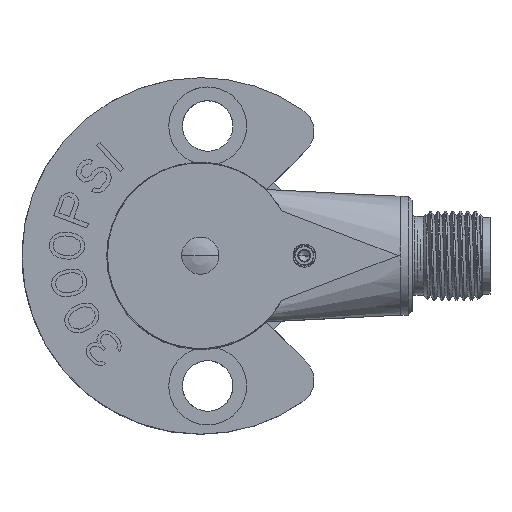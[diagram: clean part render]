
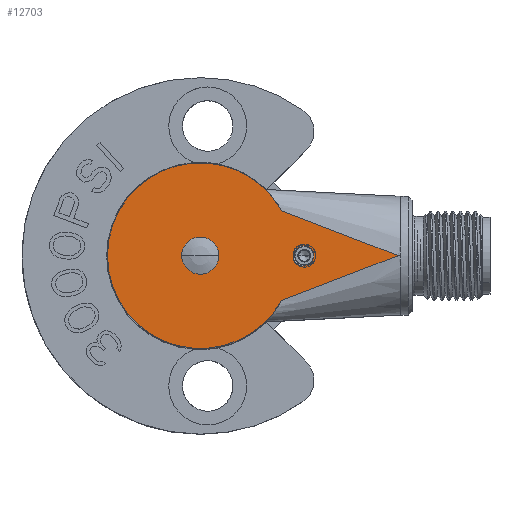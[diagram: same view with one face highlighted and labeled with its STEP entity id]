
A CAD part, top view. The second image highlights one B-rep face of the part: STEP entity #12703.
In plain terms, the highlighted planar face has unit normal (0, 0, 1).
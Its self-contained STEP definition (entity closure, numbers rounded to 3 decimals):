
#1994=CARTESIAN_POINT('',(0.,0.,27.3));
#1995=DIRECTION('',(0.,0.,1.));
#1996=DIRECTION('',(1.,-0.021,0.));
#1997=AXIS2_PLACEMENT_3D('',#1994,#1995,#1996);
#2246=CARTESIAN_POINT('',(12.497,0.256,27.3));
#2324=CARTESIAN_POINT('',(0.,0.,27.3));
#2325=DIRECTION('',(0.,0.,1.));
#2326=DIRECTION('',(1.,0.,0.));
#2327=AXIS2_PLACEMENT_3D('',#2324,#2325,#2326);
#2329=CARTESIAN_POINT('',(0.,0.,27.3));
#2330=DIRECTION('',(0.,0.,1.));
#2331=DIRECTION('',(-1.,0.,0.));
#2332=AXIS2_PLACEMENT_3D('',#2329,#2330,#2331);
#2334=DIRECTION('',(-0.933,-0.359,0.));
#2335=VECTOR('',#2334,16.802);
#2336=CARTESIAN_POINT('',(26.626,0.,
27.3));
#2337=LINE('',#2336,#2335);
#2338=CARTESIAN_POINT('',(0.,0.,27.3));
#2339=DIRECTION('',(0.,0.,-1.));
#2340=DIRECTION('',(0.876,-0.483,0.));
#2341=AXIS2_PLACEMENT_3D('',#2338,#2339,#2340);
#2343=CARTESIAN_POINT('',(0.,0.,27.3));
#2344=DIRECTION('',(0.,0.,-1.));
#2345=DIRECTION('',(-1.,0.,0.));
#2346=AXIS2_PLACEMENT_3D('',#2343,#2344,#2345);
#2348=DIRECTION('',(0.933,-0.359,0.));
#2349=VECTOR('',#2348,16.802);
#2350=CARTESIAN_POINT('',(10.946,6.036,27.3));
#2351=LINE('',#2350,#2349);
#2352=CARTESIAN_POINT('',(14.713,1.026,27.3));
#2353=CARTESIAN_POINT('',(14.612,1.113,27.3));
#2354=CARTESIAN_POINT('',(14.398,1.247,27.3));
#2355=CARTESIAN_POINT('',(14.009,1.353,27.3));
#2356=CARTESIAN_POINT('',(13.624,1.333,27.3));
#2357=CARTESIAN_POINT('',(13.251,1.213,27.3));
#2358=CARTESIAN_POINT('',(12.911,0.987,27.3));
#2359=CARTESIAN_POINT('',(12.649,0.661,27.3));
#2360=CARTESIAN_POINT('',(12.536,0.4,27.3));
#2361=CARTESIAN_POINT('',(12.497,0.256,27.3));
#2363=CARTESIAN_POINT('',(12.497,-0.263,27.3));
#2364=CARTESIAN_POINT('',(12.535,-0.404,27.3));
#2365=CARTESIAN_POINT('',(12.646,-0.661,
27.3));
#2366=CARTESIAN_POINT('',(12.911,-0.984,
27.3));
#2367=CARTESIAN_POINT('',(13.249,-1.215,27.3));
#2368=CARTESIAN_POINT('',(13.627,-1.338,27.3));
#2369=CARTESIAN_POINT('',(14.016,-1.351,27.3));
#2370=CARTESIAN_POINT('',(14.406,-1.245,27.3));
#2371=CARTESIAN_POINT('',(14.615,-1.111,27.3));
#2372=CARTESIAN_POINT('',(14.712,-1.027,27.3));
#2374=CARTESIAN_POINT('',(14.712,-1.027,27.3));
#2375=CARTESIAN_POINT('',(14.826,-0.948,
27.3));
#2376=CARTESIAN_POINT('',(15.017,-0.763,
27.3));
#2377=CARTESIAN_POINT('',(15.208,-0.399,
27.3));
#2378=CARTESIAN_POINT('',(15.272,0.005,27.3));
#2379=CARTESIAN_POINT('',(15.206,0.407,27.3));
#2380=CARTESIAN_POINT('',(15.011,0.771,27.3));
#2381=CARTESIAN_POINT('',(14.822,0.951,27.3));
#2382=CARTESIAN_POINT('',(14.713,1.026,27.3));
#4871=CARTESIAN_POINT('',(14.713,1.026,27.3));
#4873=CARTESIAN_POINT('',(14.712,-1.027,27.3));
#9167=VERTEX_POINT('',#4873);
#9195=VERTEX_POINT('',#4871);
#9242=CARTESIAN_POINT('',(26.626,0.,
27.3));
#9243=CARTESIAN_POINT('',(10.946,-6.036,27.3));
#9244=VERTEX_POINT('',#9242);
#9245=VERTEX_POINT('',#9243);
#9246=CARTESIAN_POINT('',(-12.5,0.,27.3));
#9247=VERTEX_POINT('',#9246);
#9248=CARTESIAN_POINT('',(10.946,6.036,27.3));
#9249=VERTEX_POINT('',#9248);
#10563=CARTESIAN_POINT('',(-2.5,0.,27.3));
#10564=CARTESIAN_POINT('',(2.5,0.,27.3));
#10565=VERTEX_POINT('',#10563);
#10566=VERTEX_POINT('',#10564);
#10574=VERTEX_POINT('',#2246);
#10582=VERTEX_POINT('',#2363);
#12677=CARTESIAN_POINT('',(7.063,0.,27.3));
#12678=DIRECTION('',(0.,0.,1.));
#12679=DIRECTION('',(1.,0.,0.));
#12680=AXIS2_PLACEMENT_3D('',#12677,#12678,#12679);
#12681=PLANE('',#12680);
#12683=ORIENTED_EDGE('',*,*,#12682,.T.);
#12684=ORIENTED_EDGE('',*,*,#12450,.T.);
#12685=ORIENTED_EDGE('',*,*,#12363,.T.);
#12687=ORIENTED_EDGE('',*,*,#12686,.T.);
#12688=EDGE_LOOP('',(#12683,#12684,#12685,#12687));
#12689=FACE_OUTER_BOUND('',#12688,.F.);
#12691=ORIENTED_EDGE('',*,*,#12690,.T.);
#12693=ORIENTED_EDGE('',*,*,#12692,.T.);
#12694=EDGE_LOOP('',(#12691,#12693));
#12695=FACE_BOUND('',#12694,.F.);
#12696=ORIENTED_EDGE('',*,*,#12645,.T.);
#12697=ORIENTED_EDGE('',*,*,#12387,.F.);
#12698=ORIENTED_EDGE('',*,*,#12586,.T.);
#12700=ORIENTED_EDGE('',*,*,#12699,.T.);
#12701=EDGE_LOOP('',(#12696,#12697,#12698,#12700));
#12702=FACE_BOUND('',#12701,.F.);
#12703=ADVANCED_FACE('',(#12689,#12695,#12702),#12681,.T.);
#1998=CIRCLE('',#1997,12.5);
#2328=CIRCLE('',#2327,2.5);
#2333=CIRCLE('',#2332,2.5);
#2342=CIRCLE('',#2341,12.5);
#2347=CIRCLE('',#2346,12.5);
#2362=B_SPLINE_CURVE_WITH_KNOTS('',3,(#2352,#2353,#2354,#2355,#2356,#2357,#2358,
#2359,#2360,#2361),.UNSPECIFIED.,.F.,.F.,(4,1,1,1,1,1,1,4),(0.,
0.143,0.286,0.429,0.571,
0.714,0.857,1.),.UNSPECIFIED.);
#2373=B_SPLINE_CURVE_WITH_KNOTS('',3,(#2363,#2364,#2365,#2366,#2367,#2368,#2369,
#2370,#2371,#2372),.UNSPECIFIED.,.F.,.F.,(4,1,1,1,1,1,1,4),(0.,
0.143,0.286,0.429,0.571,
0.714,0.857,1.),.UNSPECIFIED.);
#2383=B_SPLINE_CURVE_WITH_KNOTS('',3,(#2374,#2375,#2376,#2377,#2378,#2379,#2380,
#2381,#2382),.UNSPECIFIED.,.F.,.F.,(4,1,1,1,1,1,4),(0.,0.167,
0.333,0.5,0.667,0.833,1.),
.UNSPECIFIED.);
#12363=EDGE_CURVE('',#9247,#9249,#2347,.T.);
#12387=EDGE_CURVE('',#10582,#10574,#1998,.T.);
#12450=EDGE_CURVE('',#9245,#9247,#2342,.T.);
#12586=EDGE_CURVE('',#10582,#9167,#2373,.T.);
#12645=EDGE_CURVE('',#9195,#10574,#2362,.T.);
#12682=EDGE_CURVE('',#9244,#9245,#2337,.T.);
#12686=EDGE_CURVE('',#9249,#9244,#2351,.T.);
#12690=EDGE_CURVE('',#10566,#10565,#2328,.T.);
#12692=EDGE_CURVE('',#10565,#10566,#2333,.T.);
#12699=EDGE_CURVE('',#9167,#9195,#2383,.T.);
